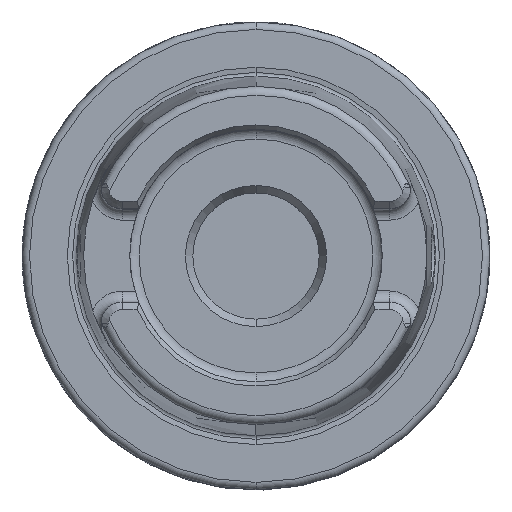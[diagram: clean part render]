
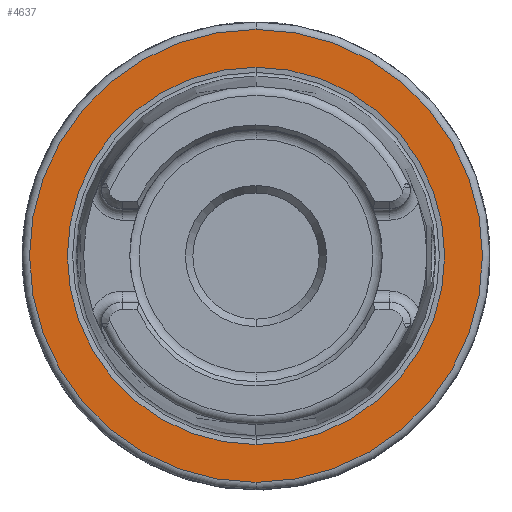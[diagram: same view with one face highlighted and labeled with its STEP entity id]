
A CAD part, top view. The second image highlights one B-rep face of the part: STEP entity #4637.
In plain terms, the highlighted planar face has unit normal (0, 0, 1).
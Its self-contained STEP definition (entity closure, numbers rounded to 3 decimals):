
#1264=CARTESIAN_POINT('',(0,0,26));
#1265=DIRECTION('',(0,0,-1));
#1266=DIRECTION('',(0,1,0));
#1267=AXIS2_PLACEMENT_3D('',#1264,#1265,#1266);
#1277=CARTESIAN_POINT('',(0,0,26));
#1278=DIRECTION('',(0,0,1));
#1279=DIRECTION('',(0,1,0));
#1280=AXIS2_PLACEMENT_3D('',#1277,#1278,#1279);
#1282=CARTESIAN_POINT('',(0,0,26));
#1283=DIRECTION('',(0,0,1));
#1284=DIRECTION('',(0,1,0));
#1285=AXIS2_PLACEMENT_3D('',#1282,#1283,#1284);
#1287=CARTESIAN_POINT('',(0,0,26));
#1288=DIRECTION('',(0,0,1));
#1289=DIRECTION('',(0,-1,0));
#1290=AXIS2_PLACEMENT_3D('',#1287,#1288,#1289);
#2848=CARTESIAN_POINT('',(0,25.409,26));
#2850=VERTEX_POINT('',#2848);
#2884=CARTESIAN_POINT('',(0,-25.409,26));
#2886=VERTEX_POINT('',#2884);
#2950=CARTESIAN_POINT('',(0,30.5,26));
#2951=CARTESIAN_POINT('',(0,-30.5,26));
#2952=VERTEX_POINT('',#2950);
#2953=VERTEX_POINT('',#2951);
#4622=CARTESIAN_POINT('',(0,0,26));
#4623=DIRECTION('',(0,0,-1));
#4624=DIRECTION('',(0,-1,0));
#4625=AXIS2_PLACEMENT_3D('',#4622,#4623,#4624);
#4626=PLANE('',#4625);
#4628=ORIENTED_EDGE('',*,*,#4627,.F.);
#4630=ORIENTED_EDGE('',*,*,#4629,.F.);
#4631=EDGE_LOOP('',(#4628,#4630));
#4632=FACE_OUTER_BOUND('',#4631,.F.);
#4633=ORIENTED_EDGE('',*,*,#4617,.T.);
#4634=ORIENTED_EDGE('',*,*,#4601,.F.);
#4635=EDGE_LOOP('',(#4633,#4634));
#4636=FACE_BOUND('',#4635,.F.);
#4637=ADVANCED_FACE('',(#4632,#4636),#4626,.F.);
#1268=CIRCLE('',#1267,25.409);
#1281=CIRCLE('',#1280,25.409);
#1286=CIRCLE('',#1285,30.5);
#1291=CIRCLE('',#1290,30.5);
#4601=EDGE_CURVE('',#2850,#2886,#1268,.T.);
#4617=EDGE_CURVE('',#2850,#2886,#1281,.T.);
#4627=EDGE_CURVE('',#2952,#2953,#1286,.T.);
#4629=EDGE_CURVE('',#2953,#2952,#1291,.T.);
